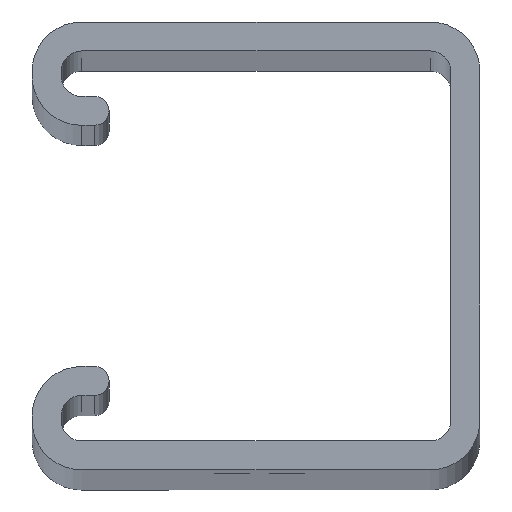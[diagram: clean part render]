
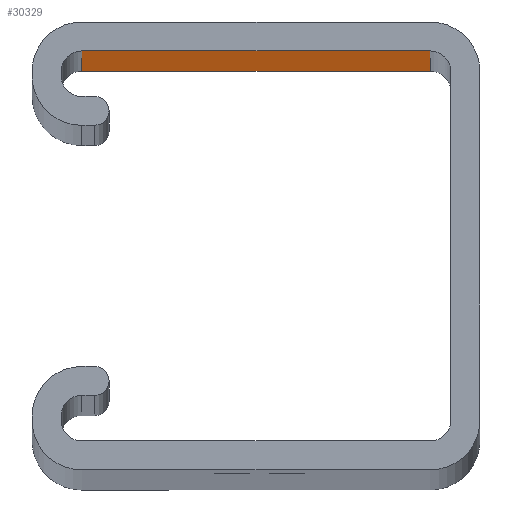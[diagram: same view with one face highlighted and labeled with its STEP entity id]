
A CAD part, top view. The second image highlights one B-rep face of the part: STEP entity #30329.
In plain terms, the highlighted planar face has unit normal (0, -1, 0).
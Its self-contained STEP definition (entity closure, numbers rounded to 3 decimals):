
#495 = LINE ( 'NONE', #24678, #36227 ) ;
#1666 = VECTOR ( 'NONE', #32982, 39.37 ) ;
#2887 = CARTESIAN_POINT ( 'NONE',  ( -0.18, 0.708, -21. ) ) ;
#3367 = EDGE_LOOP ( 'NONE', ( #34795, #17988, #45299, #26115 ) ) ;
#4519 = CARTESIAN_POINT ( 'NONE',  ( -0.18, 0.708, -21. ) ) ;
#7898 = EDGE_CURVE ( 'NONE', #29212, #24431, #495, .T. ) ;
#8073 = CARTESIAN_POINT ( 'NONE',  ( -1.445, 0.708, -21. ) ) ;
#9032 = LINE ( 'NONE', #38352, #21418 ) ;
#11639 = CARTESIAN_POINT ( 'NONE',  ( -1.445, 0.708, 21. ) ) ;
#11858 = VERTEX_POINT ( 'NONE', #11639 ) ;
#12782 = EDGE_CURVE ( 'NONE', #45345, #29212, #15856, .T. ) ;
#15856 = LINE ( 'NONE', #4519, #22837 ) ;
#16366 = DIRECTION ( 'NONE',  ( 0., 0., 1. ) ) ;
#17622 = LINE ( 'NONE', #32241, #1666 ) ;
#17829 = PLANE ( 'NONE',  #43034 ) ;
#17988 = ORIENTED_EDGE ( 'NONE', *, *, #48819, .F. ) ;
#18553 = DIRECTION ( 'NONE',  ( 0., -1., 0. ) ) ;
#21418 = VECTOR ( 'NONE', #47839, 39.37 ) ;
#22837 = VECTOR ( 'NONE', #47334, 39.37 ) ;
#23452 = CARTESIAN_POINT ( 'NONE',  ( -0.18, 0.708, 21. ) ) ;
#24431 = VERTEX_POINT ( 'NONE', #23452 ) ;
#24678 = CARTESIAN_POINT ( 'NONE',  ( -0.18, 0.708, -21. ) ) ;
#26115 = ORIENTED_EDGE ( 'NONE', *, *, #7898, .T. ) ;
#29212 = VERTEX_POINT ( 'NONE', #2887 ) ;
#30329 = ADVANCED_FACE ( 'Face5', ( #48311 ), #17829, .T. ) ;
#32241 = CARTESIAN_POINT ( 'NONE',  ( -1.445, 0.708, -21. ) ) ;
#32982 = DIRECTION ( 'NONE',  ( 0., 0., 1. ) ) ;
#34795 = ORIENTED_EDGE ( 'NONE', *, *, #46009, .F. ) ;
#36227 = VECTOR ( 'NONE', #16366, 39.37 ) ;
#37218 = DIRECTION ( 'NONE',  ( 1., 0., 0. ) ) ;
#38352 = CARTESIAN_POINT ( 'NONE',  ( -0.18, 0.708, 21. ) ) ;
#43034 = AXIS2_PLACEMENT_3D ( 'NONE', #48560, #18553, #37218 ) ;
#45299 = ORIENTED_EDGE ( 'NONE', *, *, #12782, .T. ) ;
#45345 = VERTEX_POINT ( 'NONE', #8073 ) ;
#46009 = EDGE_CURVE ( 'Edge3', #11858, #24431, #9032, .T. ) ;
#47334 = DIRECTION ( 'NONE',  ( 1., 0., 0. ) ) ;
#47839 = DIRECTION ( 'NONE',  ( 1., 0., 0. ) ) ;
#48311 = FACE_OUTER_BOUND ( 'NONE', #3367, .T. ) ;
#48560 = CARTESIAN_POINT ( 'NONE',  ( -0.18, 0.708, -21. ) ) ;
#48819 = EDGE_CURVE ( 'Edge34', #45345, #11858, #17622, .T. ) ;
